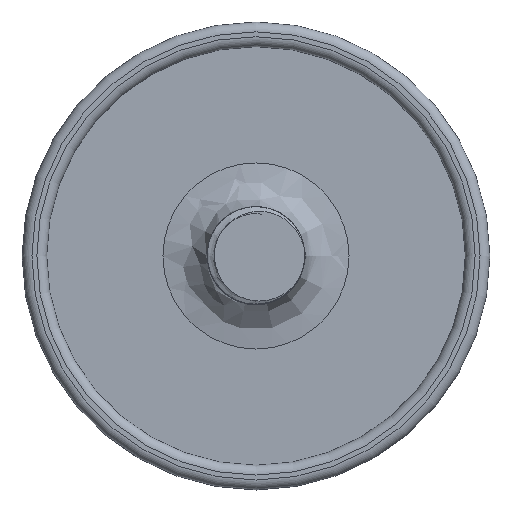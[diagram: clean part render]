
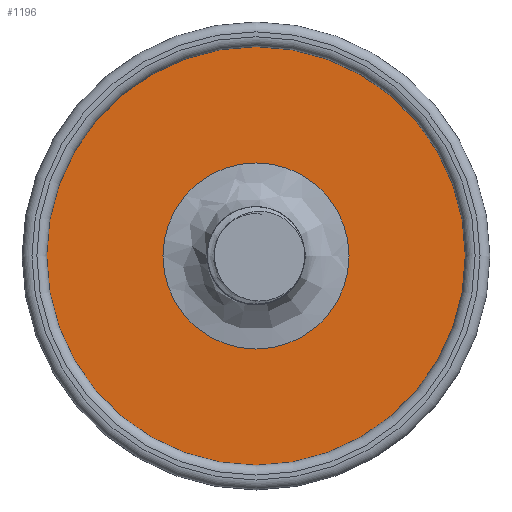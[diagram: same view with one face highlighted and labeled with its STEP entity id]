
A CAD part, top view. The second image highlights one B-rep face of the part: STEP entity #1196.
In plain terms, the highlighted planar face has unit normal (0, 0, 1).
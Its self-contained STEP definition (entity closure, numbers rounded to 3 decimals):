
#18=FACE_BOUND('',#179,.T.);
#21=PLANE('',#1286);
#36=CIRCLE('',#1285,18.895);
#37=CIRCLE('',#1287,42.5);
#108=FACE_OUTER_BOUND('',#178,.T.);
#178=EDGE_LOOP('',(#1046));
#179=EDGE_LOOP('',(#1047));
#519=VERTEX_POINT('',#7796);
#520=VERTEX_POINT('',#7809);
#697=EDGE_CURVE('',#519,#519,#36,.T.);
#698=EDGE_CURVE('',#520,#520,#37,.T.);
#1046=ORIENTED_EDGE('',*,*,#698,.F.);
#1047=ORIENTED_EDGE('',*,*,#697,.F.);
#1196=ADVANCED_FACE('',(#108,#18),#21,.T.);
#1285=AXIS2_PLACEMENT_3D('',#7807,#1494,#1495);
#1286=AXIS2_PLACEMENT_3D('',#7808,#1496,#1497);
#1287=AXIS2_PLACEMENT_3D('',#7810,#1498,#1499);
#1494=DIRECTION('center_axis',(0.,0.,1.));
#1495=DIRECTION('ref_axis',(-1.,0.,0.));
#1496=DIRECTION('center_axis',(0.,0.,1.));
#1497=DIRECTION('ref_axis',(-1.,0.,0.));
#1498=DIRECTION('center_axis',(0.,0.,-1.));
#1499=DIRECTION('ref_axis',(-1.,0.,0.));
#7796=CARTESIAN_POINT('',(18.895,0.,10.));
#7807=CARTESIAN_POINT('Origin',(0.,0.,10.));
#7808=CARTESIAN_POINT('Origin',(0.,0.,10.));
#7809=CARTESIAN_POINT('',(42.5,0.,10.));
#7810=CARTESIAN_POINT('Origin',(0.,0.,10.));
